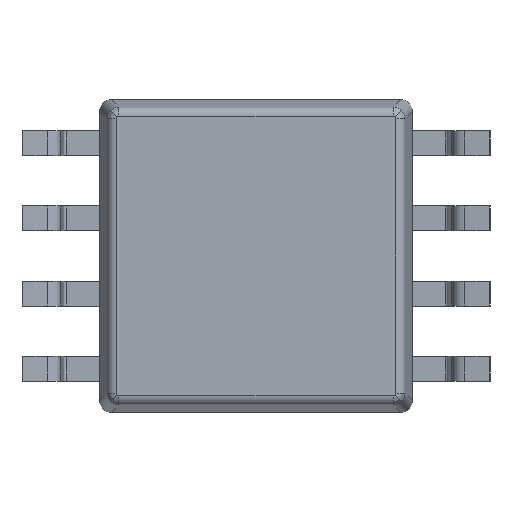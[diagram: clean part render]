
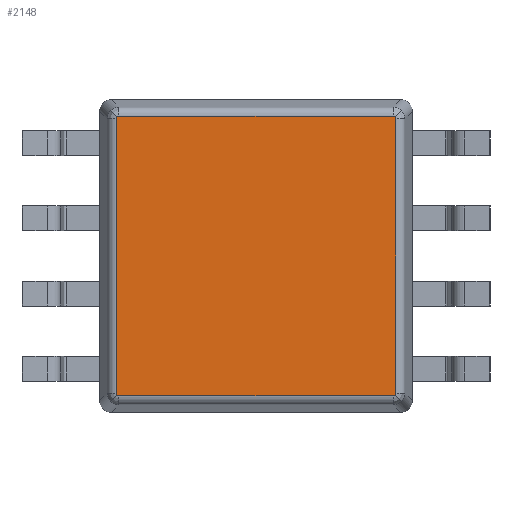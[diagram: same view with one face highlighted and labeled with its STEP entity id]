
A CAD part, front view. The second image highlights one B-rep face of the part: STEP entity #2148.
In plain terms, the highlighted planar face has unit normal (0, -1, 0).
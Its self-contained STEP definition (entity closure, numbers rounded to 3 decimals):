
#33 = PLANE ( 'NONE',  #4857 ) ;
#61 = EDGE_CURVE ( 'NONE', #1150, #1201, #4108, .T. ) ;
#69 = CARTESIAN_POINT ( 'NONE',  ( 2.339, 0.25, 2.357 ) ) ;
#84 = VERTEX_POINT ( 'NONE', #295 ) ;
#290 = ORIENTED_EDGE ( 'NONE', *, *, #4477, .T. ) ;
#295 = CARTESIAN_POINT ( 'NONE',  ( 2.361, 0.25, -2.314 ) ) ;
#346 = CARTESIAN_POINT ( 'NONE',  ( -2.361, 0.25, -2.327 ) ) ;
#354 = CARTESIAN_POINT ( 'NONE',  ( -2.361, 0.25, 2.314 ) ) ;
#359 = CARTESIAN_POINT ( 'NONE',  ( 2.314, 0.25, -2.361 ) ) ;
#390 = CARTESIAN_POINT ( 'NONE',  ( 2.361, 0.25, 2.314 ) ) ;
#405 = DIRECTION ( 'NONE',  ( 1., 0., 0. ) ) ;
#426 = ORIENTED_EDGE ( 'NONE', *, *, #4198, .T. ) ;
#499 = LINE ( 'NONE', #4712, #4105 ) ;
#725 = CARTESIAN_POINT ( 'NONE',  ( -2.292, 0.25, 2.361 ) ) ;
#765 = CARTESIAN_POINT ( 'NONE',  ( -2.327, 0.25, -2.361 ) ) ;
#808 = CARTESIAN_POINT ( 'NONE',  ( -2.314, 0.25, -2.361 ) ) ;
#814 = CARTESIAN_POINT ( 'NONE',  ( 2.357, 0.25, 2.339 ) ) ;
#817 = CARTESIAN_POINT ( 'NONE',  ( -2.361, 0.25, -2.314 ) ) ;
#901 = EDGE_CURVE ( 'NONE', #5042, #3972, #2987, .T. ) ;
#915 = CARTESIAN_POINT ( 'NONE',  ( 2.348, 0.25, 2.348 ) ) ;
#932 = CARTESIAN_POINT ( 'NONE',  ( 2.327, 0.25, 2.361 ) ) ;
#1033 = LINE ( 'NONE', #725, #2322 ) ;
#1141 = ORIENTED_EDGE ( 'NONE', *, *, #3854, .T. ) ;
#1150 = VERTEX_POINT ( 'NONE', #1971 ) ;
#1172 = CARTESIAN_POINT ( 'NONE',  ( -2.361, 0.25, 2.314 ) ) ;
#1201 = VERTEX_POINT ( 'NONE', #354 ) ;
#1232 = CARTESIAN_POINT ( 'NONE',  ( 2.348, 0.25, -2.348 ) ) ;
#1246 = CARTESIAN_POINT ( 'NONE',  ( 2.314, 0.25, -2.361 ) ) ;
#1268 = VERTEX_POINT ( 'NONE', #2564 ) ;
#1316 = CARTESIAN_POINT ( 'NONE',  ( -2.348, 0.25, 2.348 ) ) ;
#1405 = ORIENTED_EDGE ( 'NONE', *, *, #3940, .T. ) ;
#1437 = VECTOR ( 'NONE', #405, 1000. ) ;
#1499 = VECTOR ( 'NONE', #3844, 1000. ) ;
#1592 = EDGE_LOOP ( 'NONE', ( #426, #4016, #4497, #3584, #1141, #4962, #5008, #2441, #2696, #290, #1405, #5045 ) ) ;
#1604 = DIRECTION ( 'NONE',  ( -1., 0., 0. ) ) ;
#1607 = CARTESIAN_POINT ( 'NONE',  ( -2.314, 0.25, -2.361 ) ) ;
#1632 = CARTESIAN_POINT ( 'NONE',  ( -2.361, 0.25, -2.314 ) ) ;
#1642 = CARTESIAN_POINT ( 'NONE',  ( -2.339, 0.25, -2.357 ) ) ;
#1705 = CARTESIAN_POINT ( 'NONE',  ( 2.361, 0.25, 2.327 ) ) ;
#1707 = DIRECTION ( 'NONE',  ( 0., -1., 0. ) ) ;
#1736 = CARTESIAN_POINT ( 'NONE',  ( 2.314, 0.25, 2.361 ) ) ;
#1801 = EDGE_CURVE ( 'NONE', #1201, #4846, #499, .T. ) ;
#1836 =( BOUNDED_CURVE ( )  B_SPLINE_CURVE ( 3, ( #4888, #1642, #765, #1607 ),
 .UNSPECIFIED., .F., .F. ) 
 B_SPLINE_CURVE_WITH_KNOTS ( ( 4, 4 ),
 ( 0., 0.77 ),
 .UNSPECIFIED. ) 
 CURVE ( )  GEOMETRIC_REPRESENTATION_ITEM ( )  RATIONAL_B_SPLINE_CURVE ( ( 1., 0.951, 0.951, 1. ) ) 
 REPRESENTATION_ITEM ( '' )  );
#1971 = CARTESIAN_POINT ( 'NONE',  ( -2.348, 0.25, 2.348 ) ) ;
#2031 = CARTESIAN_POINT ( 'NONE',  ( -2.357, 0.25, -2.339 ) ) ;
#2058 = CARTESIAN_POINT ( 'NONE',  ( 2.327, 0.25, -2.361 ) ) ;
#2075 =( BOUNDED_CURVE ( )  B_SPLINE_CURVE ( 3, ( #1246, #2058, #3727, #1232 ),
 .UNSPECIFIED., .F., .F. ) 
 B_SPLINE_CURVE_WITH_KNOTS ( ( 4, 4 ),
 ( 5.513, 6.283 ),
 .UNSPECIFIED. ) 
 CURVE ( )  GEOMETRIC_REPRESENTATION_ITEM ( )  RATIONAL_B_SPLINE_CURVE ( ( 1., 0.951, 0.951, 1. ) ) 
 REPRESENTATION_ITEM ( '' )  );
#2148 = ADVANCED_FACE ( 'NONE', ( #3902 ), #33, .T. ) ;
#2292 =( BOUNDED_CURVE ( )  B_SPLINE_CURVE ( 3, ( #817, #346, #2031, #4067 ),
 .UNSPECIFIED., .F., .T. ) 
 B_SPLINE_CURVE_WITH_KNOTS ( ( 4, 4 ),
 ( 5.513, 6.283 ),
 .UNSPECIFIED. ) 
 CURVE ( )  GEOMETRIC_REPRESENTATION_ITEM ( )  RATIONAL_B_SPLINE_CURVE ( ( 1., 0.951, 0.951, 1. ) ) 
 REPRESENTATION_ITEM ( '' )  );
#2322 = VECTOR ( 'NONE', #1604, 1000. ) ;
#2329 = CARTESIAN_POINT ( 'NONE',  ( 2.348, 0.25, -2.348 ) ) ;
#2424 = CARTESIAN_POINT ( 'NONE',  ( 2.348, 0.25, 2.348 ) ) ;
#2441 = ORIENTED_EDGE ( 'NONE', *, *, #4354, .T. ) ;
#2485 = CARTESIAN_POINT ( 'NONE',  ( 0., 0.25, 0. ) ) ;
#2564 = CARTESIAN_POINT ( 'NONE',  ( 2.314, 0.25, 2.361 ) ) ;
#2691 = VERTEX_POINT ( 'NONE', #359 ) ;
#2696 = ORIENTED_EDGE ( 'NONE', *, *, #4363, .T. ) ;
#2987 =( BOUNDED_CURVE ( )  B_SPLINE_CURVE ( 3, ( #390, #1705, #814, #3309 ),
 .UNSPECIFIED., .F., .T. ) 
 B_SPLINE_CURVE_WITH_KNOTS ( ( 4, 4 ),
 ( 5.513, 6.283 ),
 .UNSPECIFIED. ) 
 CURVE ( )  GEOMETRIC_REPRESENTATION_ITEM ( )  RATIONAL_B_SPLINE_CURVE ( ( 1., 0.951, 0.951, 1. ) ) 
 REPRESENTATION_ITEM ( '' )  );
#2995 = DIRECTION ( 'NONE',  ( 0., 0., -1. ) ) ;
#2998 = CARTESIAN_POINT ( 'NONE',  ( 2.361, 0.25, 2.292 ) ) ;
#3023 = VERTEX_POINT ( 'NONE', #4461 ) ;
#3260 = CARTESIAN_POINT ( 'NONE',  ( 2.348, 0.25, -2.348 ) ) ;
#3282 = CARTESIAN_POINT ( 'NONE',  ( 2.361, 0.25, -2.327 ) ) ;
#3309 = CARTESIAN_POINT ( 'NONE',  ( 2.348, 0.25, 2.348 ) ) ;
#3310 = DIRECTION ( 'NONE',  ( 0., 0., -1. ) ) ;
#3404 = CARTESIAN_POINT ( 'NONE',  ( -2.339, 0.25, 2.357 ) ) ;
#3584 = ORIENTED_EDGE ( 'NONE', *, *, #5339, .T. ) ;
#3621 = CARTESIAN_POINT ( 'NONE',  ( -2.348, 0.25, 2.348 ) ) ;
#3687 = CARTESIAN_POINT ( 'NONE',  ( 2.357, 0.25, -2.339 ) ) ;
#3727 = CARTESIAN_POINT ( 'NONE',  ( 2.339, 0.25, -2.357 ) ) ;
#3816 =( BOUNDED_CURVE ( )  B_SPLINE_CURVE ( 3, ( #3260, #3687, #3282, #4553 ),
 .UNSPECIFIED., .F., .T. ) 
 B_SPLINE_CURVE_WITH_KNOTS ( ( 4, 4 ),
 ( 0., 0.77 ),
 .UNSPECIFIED. ) 
 CURVE ( )  GEOMETRIC_REPRESENTATION_ITEM ( )  RATIONAL_B_SPLINE_CURVE ( ( 1., 0.951, 0.951, 1. ) ) 
 REPRESENTATION_ITEM ( '' )  );
#3842 = VERTEX_POINT ( 'NONE', #4623 ) ;
#3844 = DIRECTION ( 'NONE',  ( 0., 0., 1. ) ) ;
#3854 = EDGE_CURVE ( 'NONE', #3842, #1150, #3876, .T. ) ;
#3876 =( BOUNDED_CURVE ( )  B_SPLINE_CURVE ( 3, ( #5048, #5106, #3404, #1316 ),
 .UNSPECIFIED., .F., .T. ) 
 B_SPLINE_CURVE_WITH_KNOTS ( ( 4, 4 ),
 ( 5.513, 6.283 ),
 .UNSPECIFIED. ) 
 CURVE ( )  GEOMETRIC_REPRESENTATION_ITEM ( )  RATIONAL_B_SPLINE_CURVE ( ( 1., 0.951, 0.951, 1. ) ) 
 REPRESENTATION_ITEM ( '' )  );
#3902 = FACE_OUTER_BOUND ( 'NONE', #1592, .T. ) ;
#3940 = EDGE_CURVE ( 'NONE', #2691, #5262, #2075, .T. ) ;
#3972 = VERTEX_POINT ( 'NONE', #2424 ) ;
#3995 = VERTEX_POINT ( 'NONE', #808 ) ;
#4016 = ORIENTED_EDGE ( 'NONE', *, *, #901, .T. ) ;
#4047 = CARTESIAN_POINT ( 'NONE',  ( -2.357, 0.25, 2.339 ) ) ;
#4067 = CARTESIAN_POINT ( 'NONE',  ( -2.348, 0.25, -2.348 ) ) ;
#4105 = VECTOR ( 'NONE', #2995, 1000. ) ;
#4108 =( BOUNDED_CURVE ( )  B_SPLINE_CURVE ( 3, ( #3621, #4047, #4451, #1172 ),
 .UNSPECIFIED., .F., .T. ) 
 B_SPLINE_CURVE_WITH_KNOTS ( ( 4, 4 ),
 ( 0., 0.77 ),
 .UNSPECIFIED. ) 
 CURVE ( )  GEOMETRIC_REPRESENTATION_ITEM ( )  RATIONAL_B_SPLINE_CURVE ( ( 1., 0.951, 0.951, 1. ) ) 
 REPRESENTATION_ITEM ( '' )  );
#4198 = EDGE_CURVE ( 'NONE', #84, #5042, #4211, .T. ) ;
#4209 =( BOUNDED_CURVE ( )  B_SPLINE_CURVE ( 3, ( #915, #69, #932, #1736 ),
 .UNSPECIFIED., .F., .F. ) 
 B_SPLINE_CURVE_WITH_KNOTS ( ( 4, 4 ),
 ( 0., 0.77 ),
 .UNSPECIFIED. ) 
 CURVE ( )  GEOMETRIC_REPRESENTATION_ITEM ( )  RATIONAL_B_SPLINE_CURVE ( ( 1., 0.951, 0.951, 1. ) ) 
 REPRESENTATION_ITEM ( '' )  );
#4211 = LINE ( 'NONE', #2998, #1499 ) ;
#4354 = EDGE_CURVE ( 'NONE', #4846, #3023, #2292, .T. ) ;
#4363 = EDGE_CURVE ( 'NONE', #3023, #3995, #1836, .T. ) ;
#4451 = CARTESIAN_POINT ( 'NONE',  ( -2.361, 0.25, 2.327 ) ) ;
#4461 = CARTESIAN_POINT ( 'NONE',  ( -2.348, 0.25, -2.348 ) ) ;
#4477 = EDGE_CURVE ( 'NONE', #3995, #2691, #4746, .T. ) ;
#4497 = ORIENTED_EDGE ( 'NONE', *, *, #4671, .T. ) ;
#4553 = CARTESIAN_POINT ( 'NONE',  ( 2.361, 0.25, -2.314 ) ) ;
#4623 = CARTESIAN_POINT ( 'NONE',  ( -2.314, 0.25, 2.361 ) ) ;
#4668 = CARTESIAN_POINT ( 'NONE',  ( 2.361, 0.25, 2.314 ) ) ;
#4671 = EDGE_CURVE ( 'NONE', #3972, #1268, #4209, .T. ) ;
#4712 = CARTESIAN_POINT ( 'NONE',  ( -2.361, 0.25, -2.292 ) ) ;
#4746 = LINE ( 'NONE', #5384, #1437 ) ;
#4846 = VERTEX_POINT ( 'NONE', #1632 ) ;
#4857 = AXIS2_PLACEMENT_3D ( 'NONE', #2485, #1707, #3310 ) ;
#4868 = EDGE_CURVE ( 'NONE', #5262, #84, #3816, .T. ) ;
#4888 = CARTESIAN_POINT ( 'NONE',  ( -2.348, 0.25, -2.348 ) ) ;
#4962 = ORIENTED_EDGE ( 'NONE', *, *, #61, .T. ) ;
#5008 = ORIENTED_EDGE ( 'NONE', *, *, #1801, .T. ) ;
#5042 = VERTEX_POINT ( 'NONE', #4668 ) ;
#5045 = ORIENTED_EDGE ( 'NONE', *, *, #4868, .T. ) ;
#5048 = CARTESIAN_POINT ( 'NONE',  ( -2.314, 0.25, 2.361 ) ) ;
#5106 = CARTESIAN_POINT ( 'NONE',  ( -2.327, 0.25, 2.361 ) ) ;
#5262 = VERTEX_POINT ( 'NONE', #2329 ) ;
#5339 = EDGE_CURVE ( 'NONE', #1268, #3842, #1033, .T. ) ;
#5384 = CARTESIAN_POINT ( 'NONE',  ( 2.292, 0.25, -2.361 ) ) ;
